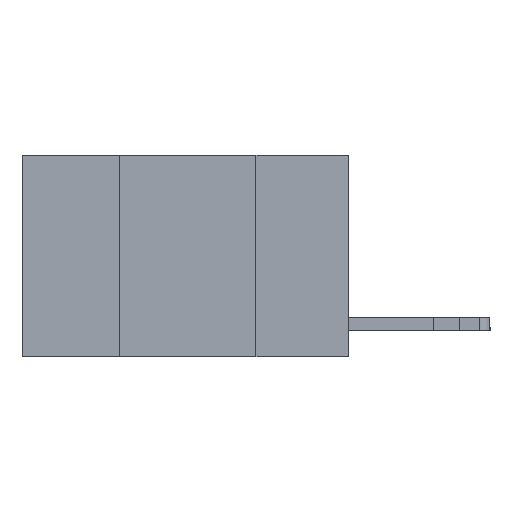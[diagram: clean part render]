
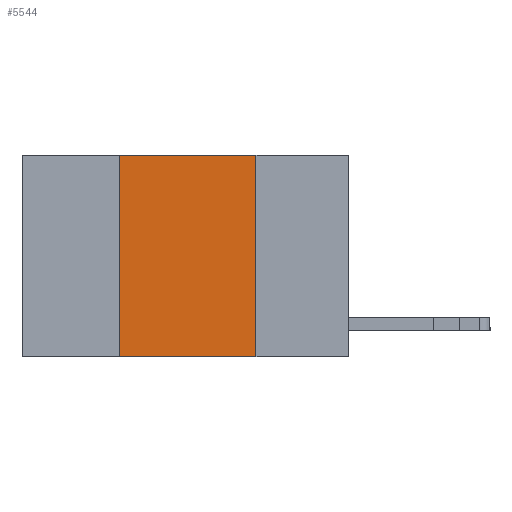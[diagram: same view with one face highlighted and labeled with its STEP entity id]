
A CAD part, left-side view. The second image highlights one B-rep face of the part: STEP entity #5544.
In plain terms, the highlighted planar face has unit normal (-1, 0, 0).
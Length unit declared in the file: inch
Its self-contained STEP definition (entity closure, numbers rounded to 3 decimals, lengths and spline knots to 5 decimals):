
#195 = AXIS2_PLACEMENT_3D ( 'NONE', #9855, #8366, #11620 ) ;
#257 = DIRECTION ( 'NONE',  ( 0., 0., 1. ) ) ;
#775 = VECTOR ( 'NONE', #257, 39.37008 ) ;
#1195 = LINE ( 'NONE', #17516, #10731 ) ;
#1212 = LINE ( 'NONE', #17435, #11144 ) ;
#1905 = ORIENTED_EDGE ( 'NONE', *, *, #6898, .F. ) ;
#2879 = EDGE_CURVE ( 'NONE', #12220, #13730, #7251, .T. ) ;
#4707 = CARTESIAN_POINT ( 'NONE',  ( 0., 0.17, 0. ) ) ;
#4922 = FACE_OUTER_BOUND ( 'NONE', #15188, .T. ) ;
#5015 = EDGE_CURVE ( 'NONE', #14445, #5400, #1212, .T. ) ;
#5400 = VERTEX_POINT ( 'NONE', #4707 ) ;
#5544 = ADVANCED_FACE ( 'NONE', ( #4922 ), #18142, .F. ) ;
#5602 = VECTOR ( 'NONE', #5890, 39.37008 ) ;
#5890 = DIRECTION ( 'NONE',  ( 0., -1., 0. ) ) ;
#6181 = CARTESIAN_POINT ( 'NONE',  ( 0., 0.42, 0. ) ) ;
#6898 = EDGE_CURVE ( 'NONE', #5400, #13730, #1195, .T. ) ;
#7054 = CARTESIAN_POINT ( 'NONE',  ( 0., 0.17, -0.37 ) ) ;
#7251 = LINE ( 'NONE', #15451, #5602 ) ;
#8366 = DIRECTION ( 'NONE',  ( 1., 0., 0. ) ) ;
#9855 = CARTESIAN_POINT ( 'NONE',  ( 0., 0.6, 0. ) ) ;
#10206 = ORIENTED_EDGE ( 'NONE', *, *, #5015, .F. ) ;
#10731 = VECTOR ( 'NONE', #19313, 39.37008 ) ;
#11144 = VECTOR ( 'NONE', #16065, 39.37008 ) ;
#11329 = EDGE_CURVE ( 'NONE', #12220, #14445, #14702, .T. ) ;
#11620 = DIRECTION ( 'NONE',  ( 0., 0., -1. ) ) ;
#12012 = CARTESIAN_POINT ( 'NONE',  ( 0., 0.42, -0.37 ) ) ;
#12220 = VERTEX_POINT ( 'NONE', #12012 ) ;
#13730 = VERTEX_POINT ( 'NONE', #7054 ) ;
#14445 = VERTEX_POINT ( 'NONE', #6181 ) ;
#14702 = LINE ( 'NONE', #18057, #775 ) ;
#15188 = EDGE_LOOP ( 'NONE', ( #1905, #10206, #18329, #17058 ) ) ;
#15451 = CARTESIAN_POINT ( 'NONE',  ( 0., 0.6, -0.37 ) ) ;
#16065 = DIRECTION ( 'NONE',  ( 0., -1., 0. ) ) ;
#17058 = ORIENTED_EDGE ( 'NONE', *, *, #2879, .T. ) ;
#17435 = CARTESIAN_POINT ( 'NONE',  ( 0., 0.6, 0. ) ) ;
#17516 = CARTESIAN_POINT ( 'NONE',  ( 0., 0.17, 0. ) ) ;
#18057 = CARTESIAN_POINT ( 'NONE',  ( 0., 0.42, 0. ) ) ;
#18142 = PLANE ( 'NONE',  #195 ) ;
#18329 = ORIENTED_EDGE ( 'NONE', *, *, #11329, .F. ) ;
#19313 = DIRECTION ( 'NONE',  ( 0., 0., -1. ) ) ;
